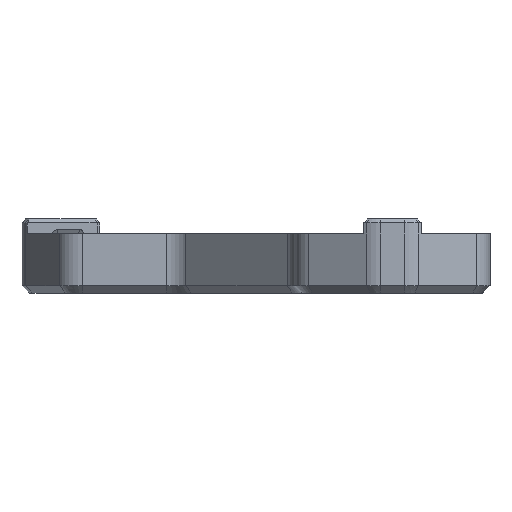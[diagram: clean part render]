
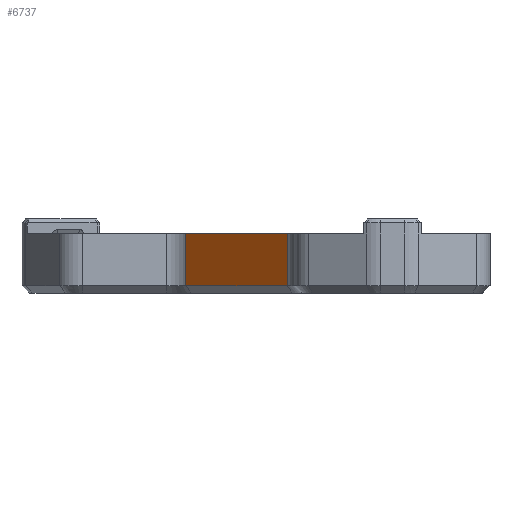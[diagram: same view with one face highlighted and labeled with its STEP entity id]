
A CAD part, front view. The second image highlights one B-rep face of the part: STEP entity #6737.
In plain terms, the highlighted planar face has unit normal (-0.707, -0.707, 0).
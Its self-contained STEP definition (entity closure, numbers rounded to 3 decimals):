
#714=FACE_OUTER_BOUND('',#1104,.T.);
#1104=EDGE_LOOP('',(#5389,#5390,#5391,#5392));
#1426=LINE('',#10005,#2124);
#1773=LINE('',#11259,#2471);
#1775=LINE('',#11265,#2473);
#1776=LINE('',#11266,#2474);
#2124=VECTOR('',#7893,10.);
#2471=VECTOR('',#8808,1000.);
#2473=VECTOR('',#8814,1000.);
#2474=VECTOR('',#8815,1000.);
#2826=VERTEX_POINT('',#10002);
#2827=VERTEX_POINT('',#10004);
#3150=VERTEX_POINT('',#11258);
#3152=VERTEX_POINT('',#11264);
#3493=EDGE_CURVE('',#2826,#2827,#1426,.T.);
#3979=EDGE_CURVE('',#2827,#3150,#1773,.T.);
#3982=EDGE_CURVE('',#3152,#2826,#1775,.T.);
#3983=EDGE_CURVE('',#3150,#3152,#1776,.T.);
#5389=ORIENTED_EDGE('',*,*,#3982,.F.);
#5390=ORIENTED_EDGE('',*,*,#3983,.F.);
#5391=ORIENTED_EDGE('',*,*,#3979,.F.);
#5392=ORIENTED_EDGE('',*,*,#3493,.F.);
#6446=PLANE('',#7300);
#6737=ADVANCED_FACE('',(#714),#6446,.T.);
#7300=AXIS2_PLACEMENT_3D('',#11263,#8812,#8813);
#7893=DIRECTION('',(0.707,-0.707,0.));
#8808=DIRECTION('',(0.,0.,-1.));
#8812=DIRECTION('center_axis',(-0.707,-0.707,0.));
#8813=DIRECTION('ref_axis',(0.707,-0.707,0.));
#8814=DIRECTION('',(0.,0.,1.));
#8815=DIRECTION('',(-0.707,0.707,0.));
#10002=CARTESIAN_POINT('',(0.805,-10.805,6.1));
#10004=CARTESIAN_POINT('',(11.195,-21.195,6.1));
#10005=CARTESIAN_POINT('',(3.399,-13.399,6.1));
#11258=CARTESIAN_POINT('',(11.195,-21.195,0.75));
#11259=CARTESIAN_POINT('',(11.195,-21.195,1.5));
#11263=CARTESIAN_POINT('Origin',(0.798,-10.798,0.74));
#11264=CARTESIAN_POINT('',(0.805,-10.805,0.75));
#11265=CARTESIAN_POINT('',(0.805,-10.805,1.5));
#11266=CARTESIAN_POINT('',(11.195,-21.195,0.75));
